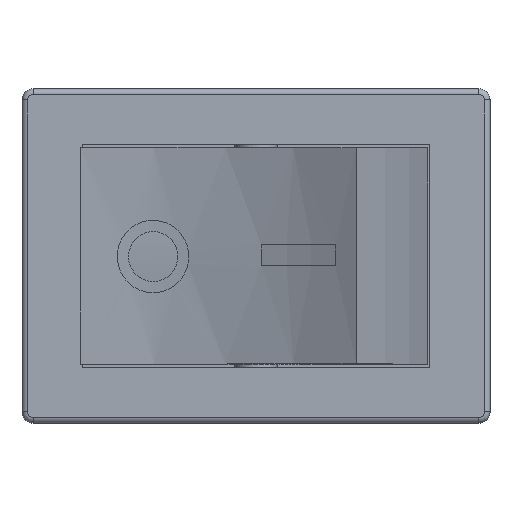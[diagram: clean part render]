
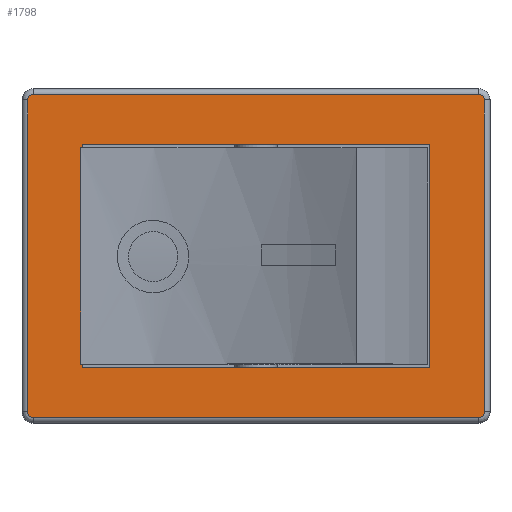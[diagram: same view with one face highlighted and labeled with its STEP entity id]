
A CAD part, top view. The second image highlights one B-rep face of the part: STEP entity #1798.
In plain terms, the highlighted planar face has unit normal (0, 0, 1).
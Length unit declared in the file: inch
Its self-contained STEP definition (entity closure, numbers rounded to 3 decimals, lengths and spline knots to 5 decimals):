
#160=CARTESIAN_POINT('',(-0.30709,-0.19094,0.49606));
#161=VERTEX_POINT('',#160);
#162=CARTESIAN_POINT('',(-0.30983,-0.19094,0.49606));
#163=VERTEX_POINT('',#162);
#164=CARTESIAN_POINT('',(-0.30709,-0.19094,0.49606));
#165=DIRECTION('',(-1.0,0.0,0.0));
#166=VECTOR('',#165,0.00274);
#167=LINE('',#164,#166);
#168=EDGE_CURVE('',#161,#163,#167,.T.);
#962=CARTESIAN_POINT('',(-0.30983,0.19094,0.49606));
#963=VERTEX_POINT('',#962);
#971=CARTESIAN_POINT('',(-0.30983,-0.19094,0.49606));
#972=DIRECTION('',(0.0,1.0,0.0));
#973=VECTOR('',#972,0.38189);
#974=LINE('',#971,#973);
#975=EDGE_CURVE('',#163,#963,#974,.T.);
#1467=CARTESIAN_POINT('',(-0.30709,0.19094,0.49606));
#1468=VERTEX_POINT('',#1467);
#1469=CARTESIAN_POINT('',(-0.30983,0.19094,0.49606));
#1470=DIRECTION('',(1.0,0.0,0.0));
#1471=VECTOR('',#1470,0.00274);
#1472=LINE('',#1469,#1471);
#1473=EDGE_CURVE('',#963,#1468,#1472,.T.);
#1680=CARTESIAN_POINT('',(-0.4439,-0.31398,0.49606));
#1681=DIRECTION('',(0.0,0.0,1.0));
#1682=DIRECTION('',(1.0,0.0,0.0));
#1683=AXIS2_PLACEMENT_3D('',#1680,#1681,#1682);
#1684=PLANE('',#1683);
#1685=CARTESIAN_POINT('',(-0.3937,0.28543,0.49606));
#1686=VERTEX_POINT('',#1685);
#1687=CARTESIAN_POINT('',(0.3937,0.28543,0.49606));
#1688=VERTEX_POINT('',#1687);
#1689=CARTESIAN_POINT('',(-0.3937,0.28543,0.49606));
#1690=DIRECTION('',(1.0,0.0,0.0));
#1691=VECTOR('',#1690,0.7874);
#1692=LINE('',#1689,#1691);
#1693=EDGE_CURVE('',#1686,#1688,#1692,.T.);
#1694=ORIENTED_EDGE('',*,*,#1693,.F.);
#1695=CARTESIAN_POINT('',(-0.40354,0.27559,0.49606));
#1696=VERTEX_POINT('',#1695);
#1697=CARTESIAN_POINT('',(-0.3937,0.27559,0.49606));
#1698=DIRECTION('',(0.0,0.0,-1.0));
#1699=DIRECTION('',(-0.707,0.707,0.0));
#1700=AXIS2_PLACEMENT_3D('',#1697,#1698,#1699);
#1701=CIRCLE('',#1700,0.00984);
#1702=EDGE_CURVE('',#1696,#1686,#1701,.T.);
#1703=ORIENTED_EDGE('',*,*,#1702,.F.);
#1704=CARTESIAN_POINT('',(-0.40354,-0.27559,0.49606));
#1705=VERTEX_POINT('',#1704);
#1706=CARTESIAN_POINT('',(-0.40354,-0.27559,0.49606));
#1707=DIRECTION('',(0.0,1.0,0.0));
#1708=VECTOR('',#1707,0.55118);
#1709=LINE('',#1706,#1708);
#1710=EDGE_CURVE('',#1705,#1696,#1709,.T.);
#1711=ORIENTED_EDGE('',*,*,#1710,.F.);
#1712=CARTESIAN_POINT('',(-0.3937,-0.28543,0.49606));
#1713=VERTEX_POINT('',#1712);
#1714=CARTESIAN_POINT('',(-0.3937,-0.27559,0.49606));
#1715=DIRECTION('',(0.0,0.0,-1.0));
#1716=DIRECTION('',(-0.707,-0.707,0.0));
#1717=AXIS2_PLACEMENT_3D('',#1714,#1715,#1716);
#1718=CIRCLE('',#1717,0.00984);
#1719=EDGE_CURVE('',#1713,#1705,#1718,.T.);
#1720=ORIENTED_EDGE('',*,*,#1719,.F.);
#1721=CARTESIAN_POINT('',(0.3937,-0.28543,0.49606));
#1722=VERTEX_POINT('',#1721);
#1723=CARTESIAN_POINT('',(0.3937,-0.28543,0.49606));
#1724=DIRECTION('',(-1.0,0.0,0.0));
#1725=VECTOR('',#1724,0.7874);
#1726=LINE('',#1723,#1725);
#1727=EDGE_CURVE('',#1722,#1713,#1726,.T.);
#1728=ORIENTED_EDGE('',*,*,#1727,.F.);
#1729=CARTESIAN_POINT('',(0.40354,-0.27559,0.49606));
#1730=VERTEX_POINT('',#1729);
#1731=CARTESIAN_POINT('',(0.3937,-0.27559,0.49606));
#1732=DIRECTION('',(0.0,0.0,-1.0));
#1733=DIRECTION('',(0.707,-0.707,0.0));
#1734=AXIS2_PLACEMENT_3D('',#1731,#1732,#1733);
#1735=CIRCLE('',#1734,0.00984);
#1736=EDGE_CURVE('',#1730,#1722,#1735,.T.);
#1737=ORIENTED_EDGE('',*,*,#1736,.F.);
#1738=CARTESIAN_POINT('',(0.40354,0.27559,0.49606));
#1739=VERTEX_POINT('',#1738);
#1740=CARTESIAN_POINT('',(0.40354,0.27559,0.49606));
#1741=DIRECTION('',(0.0,-1.0,0.0));
#1742=VECTOR('',#1741,0.55118);
#1743=LINE('',#1740,#1742);
#1744=EDGE_CURVE('',#1739,#1730,#1743,.T.);
#1745=ORIENTED_EDGE('',*,*,#1744,.F.);
#1746=CARTESIAN_POINT('',(0.3937,0.27559,0.49606));
#1747=DIRECTION('',(0.0,0.0,-1.0));
#1748=DIRECTION('',(0.707,0.707,0.0));
#1749=AXIS2_PLACEMENT_3D('',#1746,#1747,#1748);
#1750=CIRCLE('',#1749,0.00984);
#1751=EDGE_CURVE('',#1688,#1739,#1750,.T.);
#1752=ORIENTED_EDGE('',*,*,#1751,.F.);
#1753=EDGE_LOOP('',(#1694,#1703,#1711,#1720,#1728,#1737,#1745,#1752));
#1754=FACE_OUTER_BOUND('',#1753,.T.);
#1755=ORIENTED_EDGE('',*,*,#168,.T.);
#1756=ORIENTED_EDGE('',*,*,#975,.T.);
#1757=ORIENTED_EDGE('',*,*,#1473,.T.);
#1758=CARTESIAN_POINT('',(-0.30709,0.19685,0.49606));
#1759=VERTEX_POINT('',#1758);
#1760=CARTESIAN_POINT('',(-0.30709,0.19094,0.49606));
#1761=DIRECTION('',(0.0,1.0,0.0));
#1762=VECTOR('',#1761,0.00591);
#1763=LINE('',#1760,#1762);
#1764=EDGE_CURVE('',#1468,#1759,#1763,.T.);
#1765=ORIENTED_EDGE('',*,*,#1764,.T.);
#1766=CARTESIAN_POINT('',(0.30709,0.19685,0.49606));
#1767=VERTEX_POINT('',#1766);
#1768=CARTESIAN_POINT('',(-0.30709,0.19685,0.49606));
#1769=DIRECTION('',(1.0,0.0,0.0));
#1770=VECTOR('',#1769,0.61417);
#1771=LINE('',#1768,#1770);
#1772=EDGE_CURVE('',#1759,#1767,#1771,.T.);
#1773=ORIENTED_EDGE('',*,*,#1772,.T.);
#1774=CARTESIAN_POINT('',(0.30709,-0.19685,0.49606));
#1775=VERTEX_POINT('',#1774);
#1776=CARTESIAN_POINT('',(0.30709,0.19685,0.49606));
#1777=DIRECTION('',(0.0,-1.0,0.0));
#1778=VECTOR('',#1777,0.3937);
#1779=LINE('',#1776,#1778);
#1780=EDGE_CURVE('',#1767,#1775,#1779,.T.);
#1781=ORIENTED_EDGE('',*,*,#1780,.T.);
#1782=CARTESIAN_POINT('',(-0.30709,-0.19685,0.49606));
#1783=VERTEX_POINT('',#1782);
#1784=CARTESIAN_POINT('',(0.30709,-0.19685,0.49606));
#1785=DIRECTION('',(-1.0,0.0,0.0));
#1786=VECTOR('',#1785,0.61417);
#1787=LINE('',#1784,#1786);
#1788=EDGE_CURVE('',#1775,#1783,#1787,.T.);
#1789=ORIENTED_EDGE('',*,*,#1788,.T.);
#1790=CARTESIAN_POINT('',(-0.30709,-0.19685,0.49606));
#1791=DIRECTION('',(0.0,1.0,0.0));
#1792=VECTOR('',#1791,0.00591);
#1793=LINE('',#1790,#1792);
#1794=EDGE_CURVE('',#1783,#161,#1793,.T.);
#1795=ORIENTED_EDGE('',*,*,#1794,.T.);
#1796=EDGE_LOOP('',(#1755,#1756,#1757,#1765,#1773,#1781,#1789,#1795));
#1797=FACE_BOUND('',#1796,.T.);
#1798=ADVANCED_FACE('',(#1754,#1797),#1684,.T.);
